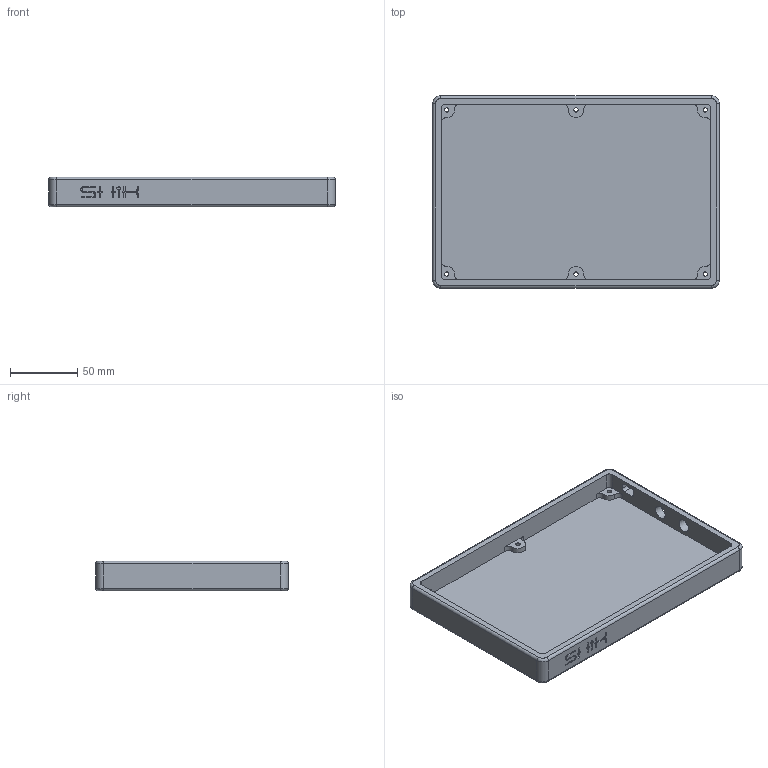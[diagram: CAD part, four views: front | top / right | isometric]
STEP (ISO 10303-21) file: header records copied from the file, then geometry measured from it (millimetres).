
FILE_DESCRIPTION(/* description */ (''),/* implementation_level */ '2;1');
FILE_NAME(/* name */ 'N32B - Solid Case V10 - Rounded v7.step',/* time_stamp */ '2022-08-28T20:00:50+03:00',/* author */ (''),/* organization */ (''),/* preprocessor_version */ 'ST-DEVELOPER v19',/* originating_system */ 'Autodesk Translation Framework v11.7.0.108',/* authorisation */ '');
FILE_SCHEMA (('AUTOMOTIVE_DESIGN { 1 0 10303 214 3 1 1 }'));
Length unit declared in the file: millimetre
Products named in the file (1): N32B - Solid Case V10 - Rounded
Bounding box: 213 x 143 x 22 mm (x, y, z)
Volume: 236988.3 mm3; surface area: 86760.4 mm2
Topology: 1 solids, 1 shells, 237 faces, 644 edges, 424 vertices
Faces by surface type: plane 95, bspline 88, cylinder 46, torus 8
Full cylindrical faces by diameter (mm): 3.2 x6, 10 x2
Entity records: 7730 total; most frequent: CARTESIAN_POINT 2450, ORIENTED_EDGE 1288, DIRECTION 868, EDGE_CURVE 644, VERTEX_POINT 424, LINE 368, VECTOR 368, EDGE_LOOP 270
